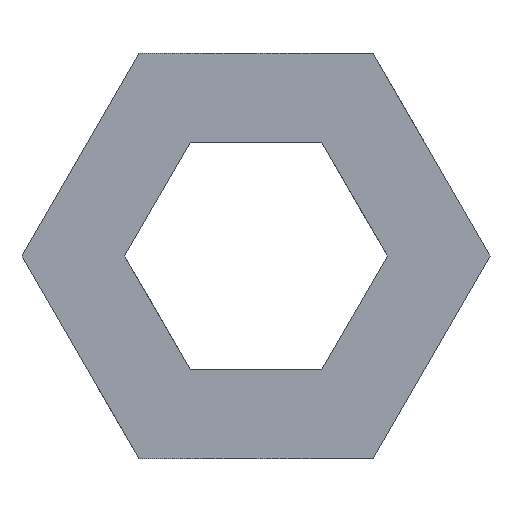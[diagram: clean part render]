
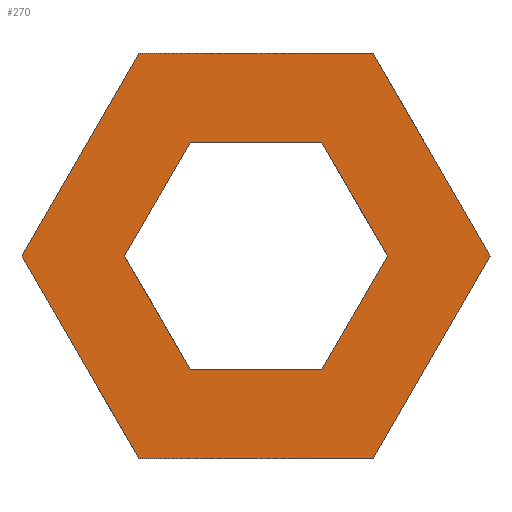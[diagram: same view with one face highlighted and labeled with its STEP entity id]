
A CAD part, front view. The second image highlights one B-rep face of the part: STEP entity #270.
In plain terms, the highlighted planar face has unit normal (0, -1, 0).
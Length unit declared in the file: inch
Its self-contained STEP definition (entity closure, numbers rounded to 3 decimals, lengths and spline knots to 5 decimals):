
#30 = ORIENTED_EDGE ( 'NONE', *, *, #93, .T. ) ;
#39 = DIRECTION ( 'NONE',  ( -0.5, 0., -0.866 ) ) ;
#46 = DIRECTION ( 'NONE',  ( 0.5, 0., -0.866 ) ) ;
#49 = VECTOR ( 'NONE', #46, 39.37008 ) ;
#52 = CARTESIAN_POINT ( 'NONE',  ( -0.53455, 0., 0. ) ) ;
#70 = ORIENTED_EDGE ( 'NONE', *, *, #452, .F. ) ;
#93 = EDGE_CURVE ( 'NONE', #761, #175, #152, .T. ) ;
#108 = EDGE_LOOP ( 'NONE', ( #556, #30, #665, #481, #789, #757 ) ) ;
#109 = LINE ( 'NONE', #805, #49 ) ;
#110 = VECTOR ( 'NONE', #437, 39.37008 ) ;
#111 = DIRECTION ( 'NONE',  ( -0.5, 0., 0.866 ) ) ;
#115 = CARTESIAN_POINT ( 'NONE',  ( -0.15, 0., -0.25981 ) ) ;
#121 = VERTEX_POINT ( 'NONE', #223 ) ;
#122 = CARTESIAN_POINT ( 'NONE',  ( 0.26727, 0., -0.46293 ) ) ;
#135 = VECTOR ( 'NONE', #621, 39.37008 ) ;
#144 = VERTEX_POINT ( 'NONE', #52 ) ;
#147 = ORIENTED_EDGE ( 'NONE', *, *, #730, .F. ) ;
#152 = LINE ( 'NONE', #405, #162 ) ;
#162 = VECTOR ( 'NONE', #39, 39.37008 ) ;
#175 = VERTEX_POINT ( 'NONE', #666 ) ;
#176 = DIRECTION ( 'NONE',  ( 0.5, 0., 0.866 ) ) ;
#178 = LINE ( 'NONE', #748, #330 ) ;
#188 = CARTESIAN_POINT ( 'NONE',  ( 0.26727, 0., 0.46293 ) ) ;
#191 = EDGE_LOOP ( 'NONE', ( #706, #667, #147, #580, #541, #70 ) ) ;
#194 = CARTESIAN_POINT ( 'NONE',  ( -0.3, 0., 0. ) ) ;
#223 = CARTESIAN_POINT ( 'NONE',  ( 0.26727, 0., 0.46293 ) ) ;
#225 = EDGE_CURVE ( 'NONE', #266, #144, #416, .T. ) ;
#226 = VERTEX_POINT ( 'NONE', #115 ) ;
#236 = EDGE_CURVE ( 'NONE', #589, #477, #178, .T. ) ;
#238 = CARTESIAN_POINT ( 'NONE',  ( -0.15, 0., -0.25981 ) ) ;
#241 = DIRECTION ( 'NONE',  ( 0., 0., 1. ) ) ;
#247 = CARTESIAN_POINT ( 'NONE',  ( 0.53455, 0., 0. ) ) ;
#266 = VERTEX_POINT ( 'NONE', #558 ) ;
#270 = ADVANCED_FACE ( 'NONE', ( #679, #741 ), #306, .F. ) ;
#306 = PLANE ( 'NONE',  #358 ) ;
#308 = CARTESIAN_POINT ( 'NONE',  ( -0.15, 0., 0.25981 ) ) ;
#309 = DIRECTION ( 'NONE',  ( 0.5, 0., -0.866 ) ) ;
#316 = VECTOR ( 'NONE', #472, 39.37008 ) ;
#330 = VECTOR ( 'NONE', #176, 39.37008 ) ;
#331 = EDGE_CURVE ( 'NONE', #477, #695, #487, .T. ) ;
#335 = VERTEX_POINT ( 'NONE', #744 ) ;
#358 = AXIS2_PLACEMENT_3D ( 'NONE', #806, #373, #241 ) ;
#373 = DIRECTION ( 'NONE',  ( 0., 1., 0. ) ) ;
#386 = LINE ( 'NONE', #434, #750 ) ;
#405 = CARTESIAN_POINT ( 'NONE',  ( 0.3, 0., 0. ) ) ;
#413 = CARTESIAN_POINT ( 'NONE',  ( -0.26727, 0., -0.46293 ) ) ;
#415 = DIRECTION ( 'NONE',  ( -0.5, 0., 0.866 ) ) ;
#416 = LINE ( 'NONE', #413, #807 ) ;
#429 = LINE ( 'NONE', #238, #562 ) ;
#434 = CARTESIAN_POINT ( 'NONE',  ( 0.15, 0., -0.25981 ) ) ;
#436 = EDGE_CURVE ( 'NONE', #121, #734, #628, .T. ) ;
#437 = DIRECTION ( 'NONE',  ( -0.5, 0., -0.866 ) ) ;
#441 = LINE ( 'NONE', #622, #110 ) ;
#442 = EDGE_CURVE ( 'NONE', #175, #226, #386, .T. ) ;
#445 = VECTOR ( 'NONE', #502, 39.37008 ) ;
#452 = EDGE_CURVE ( 'NONE', #734, #513, #441, .T. ) ;
#459 = VECTOR ( 'NONE', #309, 39.37008 ) ;
#472 = DIRECTION ( 'NONE',  ( 0.5, 0., 0.866 ) ) ;
#477 = VERTEX_POINT ( 'NONE', #774 ) ;
#481 = ORIENTED_EDGE ( 'NONE', *, *, #746, .T. ) ;
#487 = LINE ( 'NONE', #308, #135 ) ;
#490 = DIRECTION ( 'NONE',  ( -1., 0., 0. ) ) ;
#502 = DIRECTION ( 'NONE',  ( 1., 0., 0. ) ) ;
#513 = VERTEX_POINT ( 'NONE', #651 ) ;
#515 = LINE ( 'NONE', #703, #445 ) ;
#541 = ORIENTED_EDGE ( 'NONE', *, *, #763, .F. ) ;
#553 = LINE ( 'NONE', #122, #808 ) ;
#556 = ORIENTED_EDGE ( 'NONE', *, *, #776, .T. ) ;
#558 = CARTESIAN_POINT ( 'NONE',  ( -0.26727, 0., -0.46293 ) ) ;
#562 = VECTOR ( 'NONE', #415, 39.37008 ) ;
#580 = ORIENTED_EDGE ( 'NONE', *, *, #225, .F. ) ;
#589 = VERTEX_POINT ( 'NONE', #194 ) ;
#602 = CARTESIAN_POINT ( 'NONE',  ( 0.15, 0., 0.25981 ) ) ;
#620 = EDGE_CURVE ( 'NONE', #335, #121, #515, .T. ) ;
#621 = DIRECTION ( 'NONE',  ( 1., 0., 0. ) ) ;
#622 = CARTESIAN_POINT ( 'NONE',  ( 0.53455, 0., 0. ) ) ;
#628 = LINE ( 'NONE', #188, #459 ) ;
#651 = CARTESIAN_POINT ( 'NONE',  ( 0.26727, 0., -0.46293 ) ) ;
#665 = ORIENTED_EDGE ( 'NONE', *, *, #442, .T. ) ;
#666 = CARTESIAN_POINT ( 'NONE',  ( 0.15, 0., -0.25981 ) ) ;
#667 = ORIENTED_EDGE ( 'NONE', *, *, #620, .F. ) ;
#668 = CARTESIAN_POINT ( 'NONE',  ( 0.3, 0., 0. ) ) ;
#679 = FACE_OUTER_BOUND ( 'NONE', #191, .T. ) ;
#690 = DIRECTION ( 'NONE',  ( -1., 0., 0. ) ) ;
#695 = VERTEX_POINT ( 'NONE', #602 ) ;
#703 = CARTESIAN_POINT ( 'NONE',  ( -0.26727, 0., 0.46293 ) ) ;
#706 = ORIENTED_EDGE ( 'NONE', *, *, #436, .F. ) ;
#730 = EDGE_CURVE ( 'NONE', #144, #335, #790, .T. ) ;
#734 = VERTEX_POINT ( 'NONE', #247 ) ;
#741 = FACE_BOUND ( 'NONE', #108, .T. ) ;
#744 = CARTESIAN_POINT ( 'NONE',  ( -0.26727, 0., 0.46293 ) ) ;
#746 = EDGE_CURVE ( 'NONE', #226, #589, #429, .T. ) ;
#748 = CARTESIAN_POINT ( 'NONE',  ( -0.3, 0., 0. ) ) ;
#750 = VECTOR ( 'NONE', #690, 39.37008 ) ;
#757 = ORIENTED_EDGE ( 'NONE', *, *, #331, .T. ) ;
#761 = VERTEX_POINT ( 'NONE', #668 ) ;
#763 = EDGE_CURVE ( 'NONE', #513, #266, #553, .T. ) ;
#774 = CARTESIAN_POINT ( 'NONE',  ( -0.15, 0., 0.25981 ) ) ;
#776 = EDGE_CURVE ( 'NONE', #695, #761, #109, .T. ) ;
#787 = CARTESIAN_POINT ( 'NONE',  ( -0.53455, 0., 0. ) ) ;
#789 = ORIENTED_EDGE ( 'NONE', *, *, #236, .T. ) ;
#790 = LINE ( 'NONE', #787, #316 ) ;
#805 = CARTESIAN_POINT ( 'NONE',  ( 0.15, 0., 0.25981 ) ) ;
#806 = CARTESIAN_POINT ( 'NONE',  ( 0., 0., 0. ) ) ;
#807 = VECTOR ( 'NONE', #111, 39.37008 ) ;
#808 = VECTOR ( 'NONE', #490, 39.37008 ) ;
